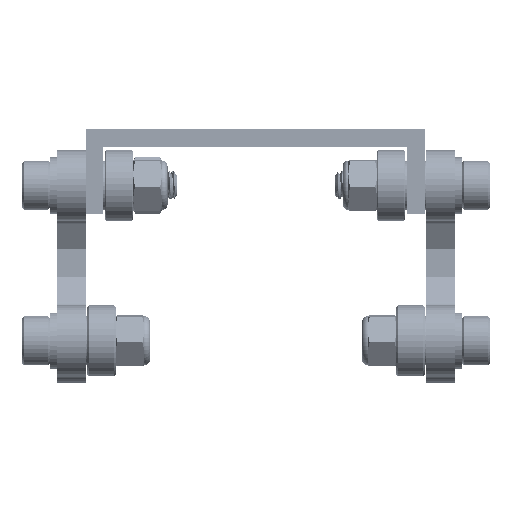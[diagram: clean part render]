
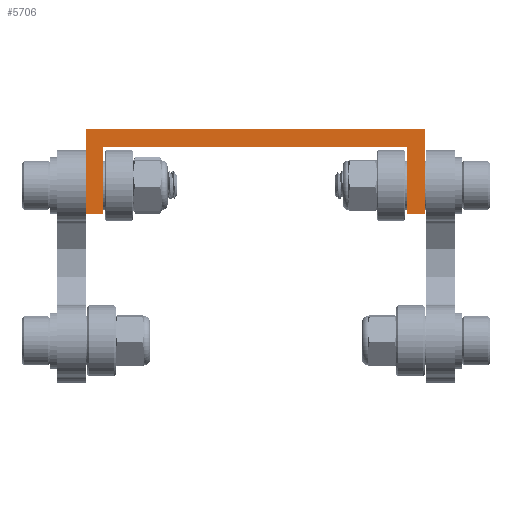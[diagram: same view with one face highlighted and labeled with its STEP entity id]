
A CAD part, left-side view. The second image highlights one B-rep face of the part: STEP entity #5706.
In plain terms, the highlighted face is planar.
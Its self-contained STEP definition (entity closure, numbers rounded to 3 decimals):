
#883 = EDGE_CURVE ( 'NONE', #6699, #11154, #23854, .T. ) ;
#2065 = DIRECTION ( 'NONE',  ( -1., 0., 0. ) ) ;
#2833 = CARTESIAN_POINT ( 'NONE',  ( -21.5, 0., -43. ) ) ;
#3605 = ORIENTED_EDGE ( 'NONE', *, *, #20458, .F. ) ;
#3648 = ORIENTED_EDGE ( 'NONE', *, *, #18591, .F. ) ;
#3915 = DIRECTION ( 'NONE',  ( -1., 0., 0. ) ) ;
#4334 = CARTESIAN_POINT ( 'NONE',  ( -12., 0., -43. ) ) ;
#4622 = DIRECTION ( 'NONE',  ( 0., 0., -1. ) ) ;
#5072 = LINE ( 'NONE', #17137, #16448 ) ;
#5314 = DIRECTION ( 'NONE',  ( 1., 0., 0. ) ) ;
#5706 = ADVANCED_FACE ( 'NONE', ( #6491 ), #17819, .T. ) ;
#6083 = VECTOR ( 'NONE', #2065, 1000. ) ;
#6288 = CARTESIAN_POINT ( 'NONE',  ( 0., 0., 0. ) ) ;
#6491 = FACE_OUTER_BOUND ( 'NONE', #13665, .T. ) ;
#6492 = DIRECTION ( 'NONE',  ( 0., 0., -1. ) ) ;
#6699 = VERTEX_POINT ( 'NONE', #25048 ) ;
#6709 = LINE ( 'NONE', #13353, #23409 ) ;
#6783 = EDGE_CURVE ( 'NONE', #10397, #27401, #12530, .T. ) ;
#7233 = CARTESIAN_POINT ( 'NONE',  ( -12., 0., -43. ) ) ;
#7902 = CARTESIAN_POINT ( 'NONE',  ( -12., 0., -45.5 ) ) ;
#8050 = VECTOR ( 'NONE', #4622, 1000. ) ;
#8371 = CARTESIAN_POINT ( 'NONE',  ( -21.5, 0., -45.5 ) ) ;
#8427 = VERTEX_POINT ( 'NONE', #7233 ) ;
#8689 = ORIENTED_EDGE ( 'NONE', *, *, #12161, .F. ) ;
#9165 = CARTESIAN_POINT ( 'NONE',  ( -24., 0., -45.5 ) ) ;
#10397 = VERTEX_POINT ( 'NONE', #25808 ) ;
#10780 = DIRECTION ( 'NONE',  ( 0., 0., -1. ) ) ;
#11154 = VERTEX_POINT ( 'NONE', #12219 ) ;
#12161 = EDGE_CURVE ( 'NONE', #8427, #20951, #25038, .T. ) ;
#12219 = CARTESIAN_POINT ( 'NONE',  ( -21.5, 0., 0. ) ) ;
#12530 = LINE ( 'NONE', #14156, #27781 ) ;
#13353 = CARTESIAN_POINT ( 'NONE',  ( -12., 0., 0. ) ) ;
#13495 = ORIENTED_EDGE ( 'NONE', *, *, #21774, .F. ) ;
#13665 = EDGE_LOOP ( 'NONE', ( #3648, #17397, #3605, #21284, #22895, #18410, #8689, #13495 ) ) ;
#14156 = CARTESIAN_POINT ( 'NONE',  ( 24., 0., 2.5 ) ) ;
#14400 = DIRECTION ( 'NONE',  ( 0., 0., -1. ) ) ;
#16369 = DIRECTION ( 'NONE',  ( 1., 0., 0. ) ) ;
#16448 = VECTOR ( 'NONE', #28257, 1000. ) ;
#16643 = VECTOR ( 'NONE', #16369, 1000. ) ;
#17084 = EDGE_CURVE ( 'NONE', #17269, #10397, #5072, .T. ) ;
#17137 = CARTESIAN_POINT ( 'NONE',  ( -24., 0., -45.5 ) ) ;
#17269 = VERTEX_POINT ( 'NONE', #9165 ) ;
#17397 = ORIENTED_EDGE ( 'NONE', *, *, #883, .F. ) ;
#17819 = PLANE ( 'NONE',  #28395 ) ;
#17909 = DIRECTION ( 'NONE',  ( 0., -1., 0. ) ) ;
#18410 = ORIENTED_EDGE ( 'NONE', *, *, #23573, .F. ) ;
#18591 = EDGE_CURVE ( 'NONE', #11154, #20672, #26314, .T. ) ;
#18777 = LINE ( 'NONE', #24975, #16643 ) ;
#19065 = VECTOR ( 'NONE', #3915, 1000. ) ;
#20458 = EDGE_CURVE ( 'NONE', #27401, #6699, #6709, .T. ) ;
#20488 = LINE ( 'NONE', #8371, #19065 ) ;
#20672 = VERTEX_POINT ( 'NONE', #2833 ) ;
#20951 = VERTEX_POINT ( 'NONE', #7902 ) ;
#21284 = ORIENTED_EDGE ( 'NONE', *, *, #6783, .F. ) ;
#21774 = EDGE_CURVE ( 'NONE', #20672, #8427, #18777, .T. ) ;
#22417 = VECTOR ( 'NONE', #14400, 1000. ) ;
#22895 = ORIENTED_EDGE ( 'NONE', *, *, #17084, .F. ) ;
#23409 = VECTOR ( 'NONE', #6492, 1000. ) ;
#23567 = CARTESIAN_POINT ( 'NONE',  ( -12., 0., 2.5 ) ) ;
#23573 = EDGE_CURVE ( 'NONE', #20951, #17269, #20488, .T. ) ;
#23854 = LINE ( 'NONE', #28866, #6083 ) ;
#24975 = CARTESIAN_POINT ( 'NONE',  ( -12., 0., -43. ) ) ;
#25038 = LINE ( 'NONE', #4334, #8050 ) ;
#25048 = CARTESIAN_POINT ( 'NONE',  ( -12., 0., 0. ) ) ;
#25771 = CARTESIAN_POINT ( 'NONE',  ( -21.5, 0., 0. ) ) ;
#25808 = CARTESIAN_POINT ( 'NONE',  ( -24., 0., 2.5 ) ) ;
#26314 = LINE ( 'NONE', #25771, #22417 ) ;
#27401 = VERTEX_POINT ( 'NONE', #23567 ) ;
#27781 = VECTOR ( 'NONE', #5314, 1000. ) ;
#28257 = DIRECTION ( 'NONE',  ( 0., 0., 1. ) ) ;
#28395 = AXIS2_PLACEMENT_3D ( 'NONE', #6288, #17909, #10780 ) ;
#28866 = CARTESIAN_POINT ( 'NONE',  ( -12., 0., 0. ) ) ;
